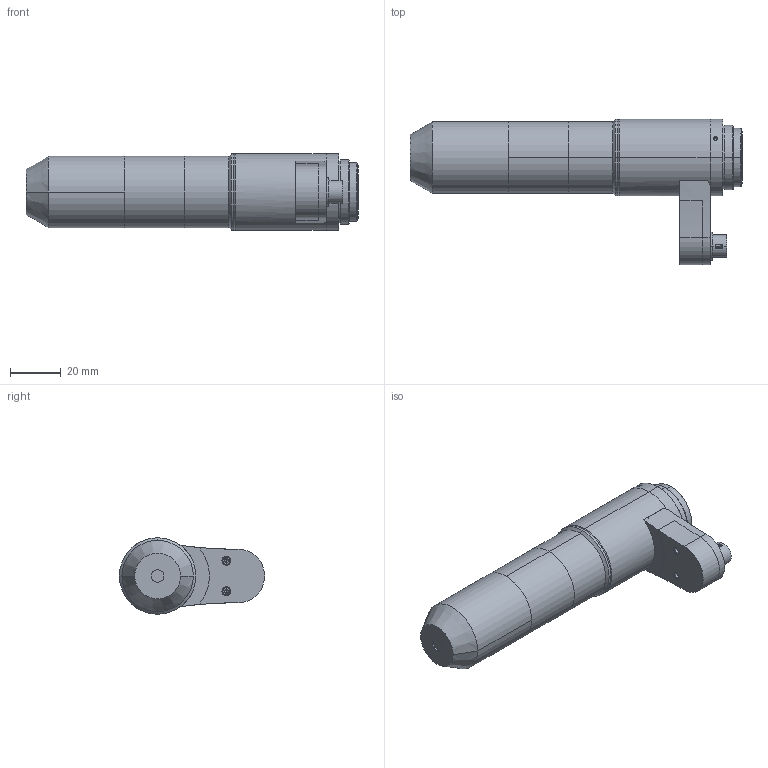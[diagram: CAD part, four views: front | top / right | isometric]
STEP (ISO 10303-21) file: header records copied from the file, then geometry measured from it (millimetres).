
FILE_DESCRIPTION (( 'STEP AP203' ), '1' );
FILE_NAME ('DP33302-A_PCHIL023-EL.step', '2023-12-06T14:45:50', ( '' ), ( '' ), 'SwSTEP 2.0', 'SolidWorks 2021', '' );
FILE_SCHEMA (( 'CONFIG_CONTROL_DESIGN' ));
Length unit declared in the file: millimetre
Products named in the file (1): DP33302-A_PCHIL023-EL
Bounding box: 130.31 x 57 x 30 mm (x, y, z)
Surface area: 16425.4 mm2 (no closed solid volume)
Topology: 0 solids, 20 shells, 187 faces, 603 edges, 413 vertices
Faces by surface type: cylinder 78, plane 71, cone 30, torus 6, sphere 2
Entity records: 7195 total; most frequent: CARTESIAN_POINT 1737, DIRECTION 1200, ORIENTED_EDGE 984, EDGE_CURVE 599, AXIS2_PLACEMENT_3D 447, VERTEX_POINT 413, VECTOR 306, LINE 306
